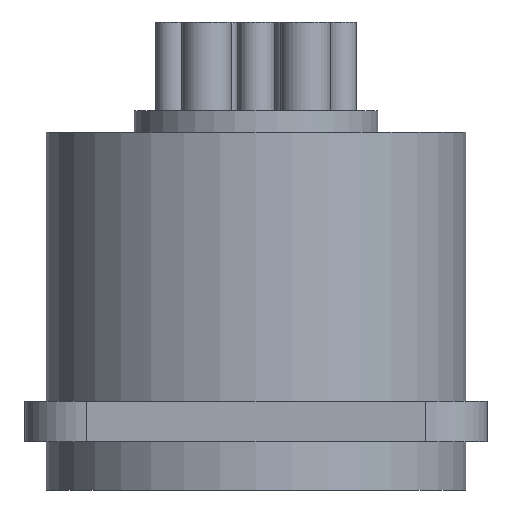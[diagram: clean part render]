
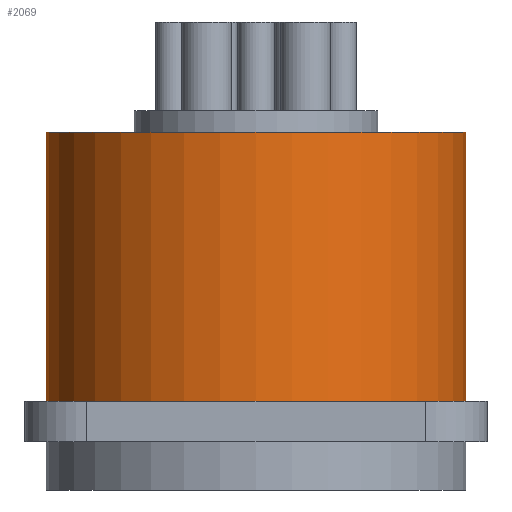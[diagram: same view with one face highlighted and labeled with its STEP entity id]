
A CAD part, front view. The second image highlights one B-rep face of the part: STEP entity #2069.
In plain terms, the highlighted cylindrical face has radius 11.8 mm (diameter 23.6 mm), a partial arc.
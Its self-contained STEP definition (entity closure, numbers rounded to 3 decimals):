
#161=CARTESIAN_POINT('',(0.,0.,2.3));
#162=DIRECTION('',(0.,0.,-1.));
#163=DIRECTION('',(1.,0.,0.));
#164=AXIS2_PLACEMENT_3D('',#161,#162,#163);
#222=DIRECTION('',(0.,0.,-1.));
#223=VECTOR('',#222,15.1);
#224=CARTESIAN_POINT('',(-11.8,0.,17.4));
#225=LINE('',#224,#223);
#230=DIRECTION('',(0.,0.,-1.));
#231=VECTOR('',#230,15.1);
#232=CARTESIAN_POINT('',(11.8,0.,17.4));
#233=LINE('',#232,#231);
#757=CARTESIAN_POINT('',(0.,0.,17.4));
#758=DIRECTION('',(0.,0.,-1.));
#759=DIRECTION('',(1.,0.,0.));
#760=AXIS2_PLACEMENT_3D('',#757,#758,#759);
#1386=CARTESIAN_POINT('',(-11.8,0.,17.4));
#1387=CARTESIAN_POINT('',(11.8,0.,17.4));
#1388=VERTEX_POINT('',#1386);
#1389=VERTEX_POINT('',#1387);
#1398=CARTESIAN_POINT('',(-11.8,0.,2.3));
#1399=VERTEX_POINT('',#1398);
#1400=CARTESIAN_POINT('',(11.8,0.,2.3));
#1401=VERTEX_POINT('',#1400);
#2057=CARTESIAN_POINT('',(0.,0.,17.4));
#2058=DIRECTION('',(0.,0.,-1.));
#2059=DIRECTION('',(-1.,0.,0.));
#2060=AXIS2_PLACEMENT_3D('',#2057,#2058,#2059);
#2061=CYLINDRICAL_SURFACE('',#2060,11.8);
#2062=ORIENTED_EDGE('',*,*,#2034,.F.);
#2064=ORIENTED_EDGE('',*,*,#2063,.F.);
#2065=ORIENTED_EDGE('',*,*,#2037,.T.);
#2066=ORIENTED_EDGE('',*,*,#1901,.T.);
#2067=EDGE_LOOP('',(#2062,#2064,#2065,#2066));
#2068=FACE_OUTER_BOUND('',#2067,.F.);
#2069=ADVANCED_FACE('',(#2068),#2061,.T.);
#165=CIRCLE('',#164,11.8);
#761=CIRCLE('',#760,11.8);
#1901=EDGE_CURVE('',#1401,#1399,#165,.T.);
#2034=EDGE_CURVE('',#1388,#1399,#225,.T.);
#2037=EDGE_CURVE('',#1389,#1401,#233,.T.);
#2063=EDGE_CURVE('',#1389,#1388,#761,.T.);
